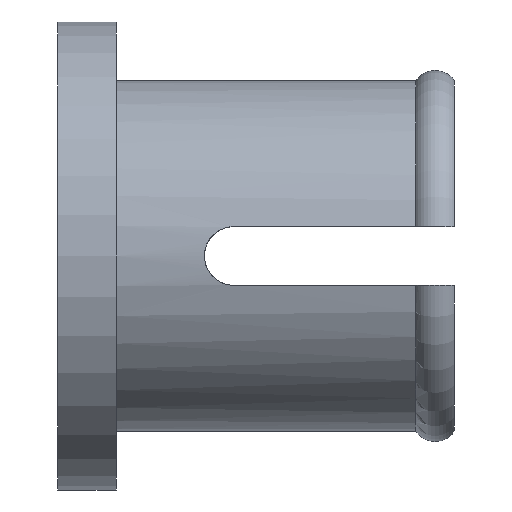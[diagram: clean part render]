
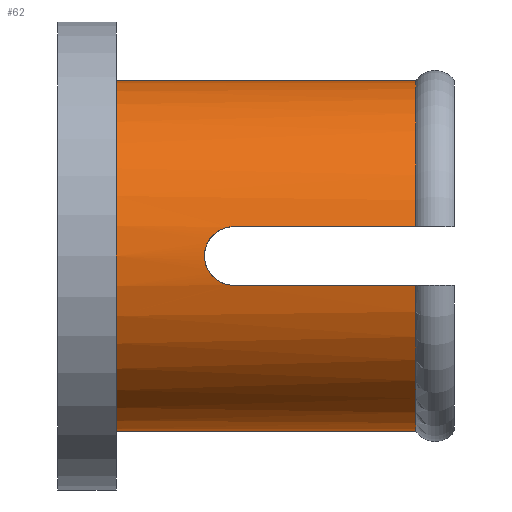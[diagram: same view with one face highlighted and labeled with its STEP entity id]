
A CAD part, left-side view. The second image highlights one B-rep face of the part: STEP entity #62.
In plain terms, the highlighted cylindrical face has radius 2.985 mm (diameter 5.97 mm), a partial arc.
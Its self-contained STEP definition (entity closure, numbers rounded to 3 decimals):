
#10 = ORIENTED_EDGE ( 'NONE', *, *, #93, .T. ) ;
#30 = CARTESIAN_POINT ( 'NONE',  ( 0., 5.1, 2.985 ) ) ;
#31 = CIRCLE ( 'NONE', #964, 2.985 ) ;
#62 = ADVANCED_FACE ( 'NONE', ( #1060 ), #1106, .T. ) ;
#70 = DIRECTION ( 'NONE',  ( 0., 1., 0. ) ) ;
#78 = CARTESIAN_POINT ( 'NONE',  ( 0., 5.1, 2.985 ) ) ;
#93 = EDGE_CURVE ( 'NONE', #909, #494, #707, .T. ) ;
#111 = DIRECTION ( 'NONE',  ( 0., 1., 0. ) ) ;
#151 = ORIENTED_EDGE ( 'NONE', *, *, #376, .F. ) ;
#156 = EDGE_LOOP ( 'NONE', ( #264, #151, #1204, #417, #465, #10, #189, #1229 ) ) ;
#157 = DIRECTION ( 'NONE',  ( 0., 0., 1. ) ) ;
#177 = CARTESIAN_POINT ( 'NONE',  ( -2.943, 3.1, 0.5 ) ) ;
#189 = ORIENTED_EDGE ( 'NONE', *, *, #336, .T. ) ;
#191 = VERTEX_POINT ( 'NONE', #425 ) ;
#192 = CARTESIAN_POINT ( 'NONE',  ( 0., 5.1, 0. ) ) ;
#208 = CARTESIAN_POINT ( 'NONE',  ( 0., 5.1, -2.985 ) ) ;
#215 = DIRECTION ( 'NONE',  ( 0., -1., 0. ) ) ;
#264 = ORIENTED_EDGE ( 'NONE', *, *, #307, .F. ) ;
#265 = CARTESIAN_POINT ( 'NONE',  ( 0., 0., 0. ) ) ;
#304 = CARTESIAN_POINT ( 'NONE',  ( -2.943, 3.232, -0.5 ) ) ;
#307 = EDGE_CURVE ( 'NONE', #517, #191, #366, .T. ) ;
#336 = EDGE_CURVE ( 'NONE', #494, #826, #695, .T. ) ;
#345 = CARTESIAN_POINT ( 'NONE',  ( -2.943, 0., -0.5 ) ) ;
#363 = AXIS2_PLACEMENT_3D ( 'NONE', #265, #1224, #665 ) ;
#366 = LINE ( 'NONE', #30, #932 ) ;
#376 = EDGE_CURVE ( 'NONE', #638, #517, #962, .T. ) ;
#378 = LINE ( 'NONE', #208, #786 ) ;
#401 = CARTESIAN_POINT ( 'NONE',  ( -2.943, 5.1, 0.5 ) ) ;
#402 = CARTESIAN_POINT ( 'NONE',  ( -2.975, 3.547, 0.26 ) ) ;
#417 = ORIENTED_EDGE ( 'NONE', *, *, #475, .T. ) ;
#425 = CARTESIAN_POINT ( 'NONE',  ( 0., 0., 2.985 ) ) ;
#455 = VECTOR ( 'NONE', #1045, 1000. ) ;
#465 = ORIENTED_EDGE ( 'NONE', *, *, #1175, .T. ) ;
#475 = EDGE_CURVE ( 'NONE', #815, #1047, #681, .T. ) ;
#483 = CARTESIAN_POINT ( 'NONE',  ( 0., 0., 0. ) ) ;
#484 = CARTESIAN_POINT ( 'NONE',  ( -2.953, 3.362, -0.446 ) ) ;
#494 = VERTEX_POINT ( 'NONE', #177 ) ;
#517 = VERTEX_POINT ( 'NONE', #78 ) ;
#579 = CARTESIAN_POINT ( 'NONE',  ( -2.985, 3.6, -0.131 ) ) ;
#584 = DIRECTION ( 'NONE',  ( 0., 0., -1. ) ) ;
#619 = CARTESIAN_POINT ( 'NONE',  ( -2.943, 0., 0.5 ) ) ;
#638 = VERTEX_POINT ( 'NONE', #668 ) ;
#650 = VECTOR ( 'NONE', #893, 1000. ) ;
#665 = DIRECTION ( 'NONE',  ( 0., 0., 1. ) ) ;
#668 = CARTESIAN_POINT ( 'NONE',  ( 0., 5.1, -2.985 ) ) ;
#681 = CIRCLE ( 'NONE', #363, 2.985 ) ;
#694 = EDGE_CURVE ( 'NONE', #638, #815, #378, .T. ) ;
#695 = LINE ( 'NONE', #401, #650 ) ;
#707 = B_SPLINE_CURVE_WITH_KNOTS ( 'NONE', 3,
 ( #876, #304, #484, #1158, #579, #976, #402, #779, #1067, #1080 ),
 .UNSPECIFIED., .F., .F.,
 ( 4, 2, 2, 2, 4 ),
 ( 0., 0., 0.001, 0.001, 0.002 ),
 .UNSPECIFIED. ) ;
#767 = AXIS2_PLACEMENT_3D ( 'NONE', #897, #70, #157 ) ;
#779 = CARTESIAN_POINT ( 'NONE',  ( -2.953, 3.361, 0.447 ) ) ;
#786 = VECTOR ( 'NONE', #993, 1000. ) ;
#804 = LINE ( 'NONE', #1142, #455 ) ;
#814 = CARTESIAN_POINT ( 'NONE',  ( 0., 0., -2.985 ) ) ;
#815 = VERTEX_POINT ( 'NONE', #814 ) ;
#826 = VERTEX_POINT ( 'NONE', #619 ) ;
#876 = CARTESIAN_POINT ( 'NONE',  ( -2.943, 3.1, -0.5 ) ) ;
#893 = DIRECTION ( 'NONE',  ( 0., -1., 0. ) ) ;
#897 = CARTESIAN_POINT ( 'NONE',  ( 0., 5.1, 0. ) ) ;
#909 = VERTEX_POINT ( 'NONE', #1201 ) ;
#932 = VECTOR ( 'NONE', #215, 1000. ) ;
#962 = CIRCLE ( 'NONE', #767, 2.985 ) ;
#964 = AXIS2_PLACEMENT_3D ( 'NONE', #483, #111, #1168 ) ;
#976 = CARTESIAN_POINT ( 'NONE',  ( -2.985, 3.6, 0.13 ) ) ;
#993 = DIRECTION ( 'NONE',  ( 0., -1., 0. ) ) ;
#1014 = AXIS2_PLACEMENT_3D ( 'NONE', #192, #1071, #584 ) ;
#1045 = DIRECTION ( 'NONE',  ( 0., 1., 0. ) ) ;
#1047 = VERTEX_POINT ( 'NONE', #345 ) ;
#1060 = FACE_OUTER_BOUND ( 'NONE', #156, .T. ) ;
#1067 = CARTESIAN_POINT ( 'NONE',  ( -2.943, 3.232, 0.5 ) ) ;
#1071 = DIRECTION ( 'NONE',  ( 0., -1., 0. ) ) ;
#1080 = CARTESIAN_POINT ( 'NONE',  ( -2.943, 3.1, 0.5 ) ) ;
#1106 = CYLINDRICAL_SURFACE ( 'NONE', #1014, 2.985 ) ;
#1142 = CARTESIAN_POINT ( 'NONE',  ( -2.943, 5.1, -0.5 ) ) ;
#1158 = CARTESIAN_POINT ( 'NONE',  ( -2.975, 3.546, -0.261 ) ) ;
#1168 = DIRECTION ( 'NONE',  ( 0., 0., 1. ) ) ;
#1175 = EDGE_CURVE ( 'NONE', #1047, #909, #804, .T. ) ;
#1201 = CARTESIAN_POINT ( 'NONE',  ( -2.943, 3.1, -0.5 ) ) ;
#1204 = ORIENTED_EDGE ( 'NONE', *, *, #694, .T. ) ;
#1224 = DIRECTION ( 'NONE',  ( 0., 1., 0. ) ) ;
#1229 = ORIENTED_EDGE ( 'NONE', *, *, #1237, .T. ) ;
#1237 = EDGE_CURVE ( 'NONE', #826, #191, #31, .T. ) ;
